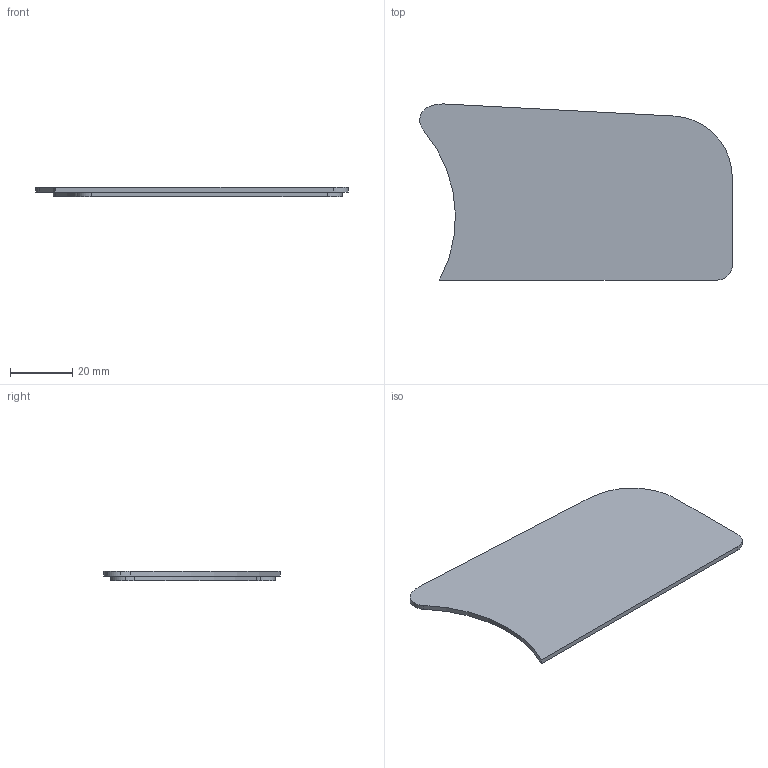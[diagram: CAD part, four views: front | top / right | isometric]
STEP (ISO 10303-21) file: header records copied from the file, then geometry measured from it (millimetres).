
FILE_DESCRIPTION (( 'STEP AP203' ), '1' );
FILE_NAME ('Scheibe 0.35mm kleiner.STEP', '2012-06-01T08:46:40', ( 'Baker Hughes Incorporated' ), ( 'Baker Hughes Incorporated' ), 'SwSTEP 2.0', 'SolidWorks 2010', '' );
FILE_SCHEMA (( 'CONFIG_CONTROL_DESIGN' ));
Length unit declared in the file: millimetre
Products named in the file (1): Scheibe 0.35mm kleiner
Bounding box: 100.68 x 56.71 x 3 mm (x, y, z)
Volume: 13937.5 mm3; surface area: 10774.2 mm2
Topology: 1 solids, 1 shells, 22 faces, 57 edges, 38 vertices
Faces by surface type: cylinder 13, plane 9
Entity records: 764 total; most frequent: DIRECTION 129, CARTESIAN_POINT 118, ORIENTED_EDGE 114, EDGE_CURVE 57, AXIS2_PLACEMENT_3D 49, VERTEX_POINT 38, VECTOR 31, LINE 31
